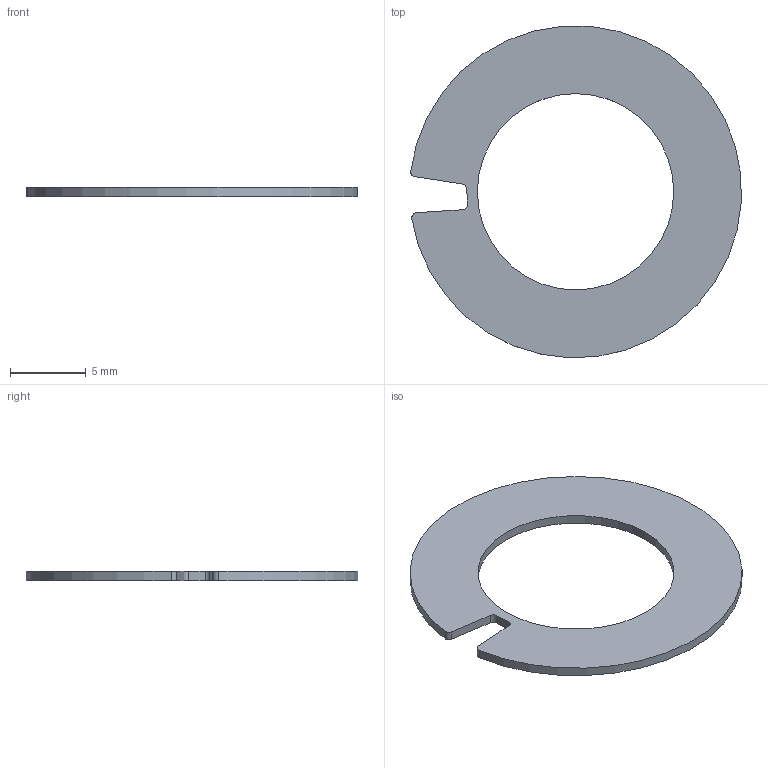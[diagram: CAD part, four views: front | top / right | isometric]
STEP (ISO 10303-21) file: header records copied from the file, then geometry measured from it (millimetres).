
FILE_DESCRIPTION(('KiCad electronic assembly'),'2;1');
FILE_NAME('pcb-transformer-isolator.step','2024-10-16T21:09:10',( 'Pcbnew'),('Kicad'),'Open CASCADE STEP processor 7.7', 'KiCad to STEP converter','Unknown');
FILE_SCHEMA(('AUTOMOTIVE_DESIGN { 1 0 10303 214 1 1 1 1 }'));
Length unit declared in the file: millimetre
Products named in the file (2): pcb-transformer-isolator 1; pcb-transformer-isolator_PCB
Assembly tree (1 placements, depth 2):
  pcb-transformer-isolator 1
    pcb-transformer-isolator_PCB
Bounding box: 21.89 x 21.95 x 0.6 mm (x, y, z)
Volume: 143.5 mm3; surface area: 548.1 mm2
Topology: 1 solids, 1 shells, 13 faces, 33 edges, 22 vertices
Faces by surface type: plane 7, cylinder 6
Full cylindrical faces by diameter (mm): 13 x1
Entity records: 440 total; most frequent: DIRECTION 75, CARTESIAN_POINT 70, ORIENTED_EDGE 66, EDGE_CURVE 33, AXIS2_PLACEMENT_3D 27, VERTEX_POINT 22, LINE 21, VECTOR 21
